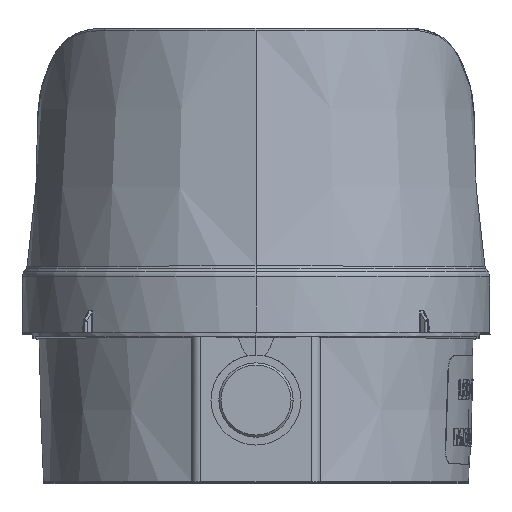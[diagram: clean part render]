
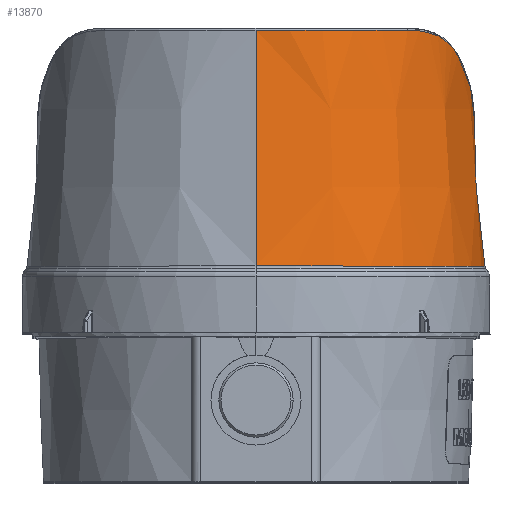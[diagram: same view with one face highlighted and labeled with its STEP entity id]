
A CAD part, top view. The second image highlights one B-rep face of the part: STEP entity #13870.
In plain terms, the highlighted conical face has half-angle 4 degrees and reference radius 48.829 mm.
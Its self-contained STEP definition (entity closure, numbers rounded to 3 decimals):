
#169 = CARTESIAN_POINT ( 'NONE',  ( 46.516, 96.244, 233.586 ) ) ;
#1143 = CARTESIAN_POINT ( 'NONE',  ( 48.229, 92.701, 228.851 ) ) ;
#1762 = CARTESIAN_POINT ( 'NONE',  ( 49.056, 74.11, 204.015 ) ) ;
#2053 = VERTEX_POINT ( 'NONE', #169 ) ;
#2224 = CARTESIAN_POINT ( 'NONE',  ( 38.034, 102.014, 248.028 ) ) ;
#6379 = EDGE_CURVE ( 'NONE', #58756, #47753, #66197, .T. ) ;
#8293 = CARTESIAN_POINT ( 'NONE',  ( 35.523, 102.213, 250.881 ) ) ;
#9481 = CARTESIAN_POINT ( 'NONE',  ( 0., 102.213, 266.18 ) ) ;
#9920 = ORIENTED_EDGE ( 'NONE', *, *, #45540, .T. ) ;
#11497 = EDGE_CURVE ( 'NONE', #49009, #54565, #47403, .T. ) ;
#11849 = DIRECTION ( 'NONE',  ( 0., -0.998, 0.07 ) ) ;
#11874 = FACE_OUTER_BOUND ( 'NONE', #55220, .T. ) ;
#13076 = CARTESIAN_POINT ( 'NONE',  ( 49.098, 89.991, 225.23 ) ) ;
#13870 = ADVANCED_FACE ( 'NONE', ( #11874 ), #55343, .T. ) ;
#13882 = CARTESIAN_POINT ( 'NONE',  ( 0., 47.964, 217.319 ) ) ;
#13946 = CARTESIAN_POINT ( 'NONE',  ( 48.393, 72.379, 201.371 ) ) ;
#14142 = CARTESIAN_POINT ( 'NONE',  ( 42.796, 100.378, 241.178 ) ) ;
#14393 = CARTESIAN_POINT ( 'NONE',  ( 44.09, 99.407, 238.846 ) ) ;
#14717 = CARTESIAN_POINT ( 'NONE',  ( 0., 68.213, 217.319 ) ) ;
#15295 = VERTEX_POINT ( 'NONE', #27494 ) ;
#16645 = LINE ( 'NONE', #48903, #30830 ) ;
#17351 = EDGE_CURVE ( 'NONE', #58756, #52317, #16645, .T. ) ;
#18045 = EDGE_CURVE ( 'NONE', #47753, #72912, #70760, .T. ) ;
#18396 = B_SPLINE_CURVE_WITH_KNOTS ( 'NONE', 3,
 ( #20209, #31592, #31837, #14393, #62145, #14142, #37661, #32329, #19693, #2224, #74531, #44473, #8293, #44741 ),
 .UNSPECIFIED., .F., .F.,
 ( 4, 2, 2, 2, 2, 2, 4 ),
 ( 0., 0.006, 0.008, 0.011, 0.017, 0.02, 0.023 ),
 .UNSPECIFIED. ) ;
#19693 = CARTESIAN_POINT ( 'NONE',  ( 39.779, 101.697, 245.816 ) ) ;
#19750 = CARTESIAN_POINT ( 'NONE',  ( 48.699, 73.088, 202.516 ) ) ;
#20209 = CARTESIAN_POINT ( 'NONE',  ( 46.516, 96.244, 233.586 ) ) ;
#20285 = B_SPLINE_CURVE_WITH_KNOTS ( 'NONE', 3,
 ( #73437, #72909, #72378, #37366, #42370, #42893, #67360, #30232, #13076, #1143, #43418, #49510 ),
 .UNSPECIFIED., .F., .F.,
 ( 4, 2, 2, 2, 2, 4 ),
 ( 0., 0.009, 0.019, 0.023, 0.028, 0.037 ),
 .UNSPECIFIED. ) ;
#20507 = CARTESIAN_POINT ( 'NONE',  ( 47.398, 70.763, 198.259 ) ) ;
#22079 = CARTESIAN_POINT ( 'NONE',  ( 0., 68.213, 166.081 ) ) ;
#25141 = DIRECTION ( 'NONE',  ( 0., -0.998, -0.07 ) ) ;
#25804 = DIRECTION ( 'NONE',  ( 0., -1., 0. ) ) ;
#25815 = CARTESIAN_POINT ( 'NONE',  ( 42.574, 68.314, 188.764 ) ) ;
#27053 = CIRCLE ( 'NONE', #47664, 52.655 ) ;
#27494 = CARTESIAN_POINT ( 'NONE',  ( 0., 47.964, 269.974 ) ) ;
#27818 = DIRECTION ( 'NONE',  ( 0., 0., -1. ) ) ;
#29111 = CARTESIAN_POINT ( 'NONE',  ( 0., 102.213, 217.319 ) ) ;
#30232 = CARTESIAN_POINT ( 'NONE',  ( 49.342, 89.082, 224.015 ) ) ;
#30830 = VECTOR ( 'NONE', #25141, 1000. ) ;
#31592 = CARTESIAN_POINT ( 'NONE',  ( 45.926, 97.334, 235.042 ) ) ;
#31837 = CARTESIAN_POINT ( 'NONE',  ( 45.253, 98.253, 236.546 ) ) ;
#32321 = DIRECTION ( 'NONE',  ( 0., 0., -1. ) ) ;
#32329 = CARTESIAN_POINT ( 'NONE',  ( 40.85, 101.368, 244.297 ) ) ;
#32410 = CARTESIAN_POINT ( 'NONE',  ( 48.164, 71.947, 200.598 ) ) ;
#34990 = EDGE_CURVE ( 'NONE', #54565, #15295, #78136, .T. ) ;
#35244 = ORIENTED_EDGE ( 'NONE', *, *, #63315, .T. ) ;
#37366 = CARTESIAN_POINT ( 'NONE',  ( 50.256, 81.732, 214.195 ) ) ;
#37661 = CARTESIAN_POINT ( 'NONE',  ( 42.325, 100.654, 241.966 ) ) ;
#38242 = CARTESIAN_POINT ( 'NONE',  ( 44.431, 68.798, 191.865 ) ) ;
#38476 = VECTOR ( 'NONE', #11849, 1000. ) ;
#38479 = CARTESIAN_POINT ( 'NONE',  ( 45.675, 69.373, 194.262 ) ) ;
#39830 = CARTESIAN_POINT ( 'NONE',  ( 0., 47.964, 164.665 ) ) ;
#41621 = CARTESIAN_POINT ( 'NONE',  ( 0., 102.678, 266.148 ) ) ;
#41978 = AXIS2_PLACEMENT_3D ( 'NONE', #29111, #47063, #77129 ) ;
#42370 = CARTESIAN_POINT ( 'NONE',  ( 50.221, 83.572, 216.653 ) ) ;
#42893 = CARTESIAN_POINT ( 'NONE',  ( 49.895, 86.331, 220.34 ) ) ;
#43418 = CARTESIAN_POINT ( 'NONE',  ( 47.469, 94.485, 231.234 ) ) ;
#44473 = CARTESIAN_POINT ( 'NONE',  ( 36.172, 102.19, 250.183 ) ) ;
#44741 = CARTESIAN_POINT ( 'NONE',  ( 34.855, 102.213, 251.562 ) ) ;
#45540 = EDGE_CURVE ( 'NONE', #72912, #2053, #20285, .T. ) ;
#46339 = ORIENTED_EDGE ( 'NONE', *, *, #18045, .T. ) ;
#47063 = DIRECTION ( 'NONE',  ( 0., -1., 0. ) ) ;
#47403 = CIRCLE ( 'NONE', #41978, 48.861 ) ;
#47664 = AXIS2_PLACEMENT_3D ( 'NONE', #13882, #62141, #32321 ) ;
#47753 = VERTEX_POINT ( 'NONE', #73133 ) ;
#48287 = CARTESIAN_POINT ( 'NONE',  ( 34.855, 102.213, 251.562 ) ) ;
#48709 = ORIENTED_EDGE ( 'NONE', *, *, #6379, .T. ) ;
#48903 = CARTESIAN_POINT ( 'NONE',  ( 0., 102.678, 168.491 ) ) ;
#49009 = VERTEX_POINT ( 'NONE', #48287 ) ;
#49157 = ORIENTED_EDGE ( 'NONE', *, *, #11497, .T. ) ;
#49510 = CARTESIAN_POINT ( 'NONE',  ( 46.516, 96.244, 233.586 ) ) ;
#52317 = VERTEX_POINT ( 'NONE', #39830 ) ;
#53514 = ORIENTED_EDGE ( 'NONE', *, *, #34990, .T. ) ;
#54565 = VERTEX_POINT ( 'NONE', #9481 ) ;
#55220 = EDGE_LOOP ( 'NONE', ( #49157, #53514, #77716, #64067, #48709, #46339, #9920, #35244 ) ) ;
#55343 = CONICAL_SURFACE ( 'NONE', #65562, 48.829, 0.07 ) ;
#56224 = CARTESIAN_POINT ( 'NONE',  ( 48.973, 73.846, 203.645 ) ) ;
#56702 = CARTESIAN_POINT ( 'NONE',  ( 43.985, 68.654, 191.082 ) ) ;
#57178 = CARTESIAN_POINT ( 'NONE',  ( 0., 102.678, 217.319 ) ) ;
#57429 = DIRECTION ( 'NONE',  ( 0., -1., 0. ) ) ;
#58015 = CARTESIAN_POINT ( 'NONE',  ( 41.537, 68.213, 187.261 ) ) ;
#58756 = VERTEX_POINT ( 'NONE', #22079 ) ;
#60684 = AXIS2_PLACEMENT_3D ( 'NONE', #14717, #25804, #74100 ) ;
#62141 = DIRECTION ( 'NONE',  ( 0., -1., 0. ) ) ;
#62145 = CARTESIAN_POINT ( 'NONE',  ( 43.677, 99.755, 239.62 ) ) ;
#62468 = CARTESIAN_POINT ( 'NONE',  ( 40.402, 68.213, 185.806 ) ) ;
#62746 = CARTESIAN_POINT ( 'NONE',  ( 48.795, 73.335, 202.896 ) ) ;
#63315 = EDGE_CURVE ( 'NONE', #2053, #49009, #18396, .T. ) ;
#64019 = CARTESIAN_POINT ( 'NONE',  ( 46.781, 70.125, 196.67 ) ) ;
#64067 = ORIENTED_EDGE ( 'NONE', *, *, #17351, .F. ) ;
#65562 = AXIS2_PLACEMENT_3D ( 'NONE', #57178, #57429, #27818 ) ;
#66197 = CIRCLE ( 'NONE', #60684, 51.239 ) ;
#67360 = CARTESIAN_POINT ( 'NONE',  ( 49.741, 87.253, 221.571 ) ) ;
#67966 = CARTESIAN_POINT ( 'NONE',  ( 49.132, 74.384, 204.38 ) ) ;
#70760 = B_SPLINE_CURVE_WITH_KNOTS ( 'NONE', 3,
 ( #62468, #58015, #25815, #56702, #38242, #74594, #38479, #64019, #20507, #32410, #13946, #19750, #62746, #56224, #1762, #67966 ),
 .UNSPECIFIED., .F., .F.,
 ( 4, 2, 2, 2, 2, 2, 2, 4 ),
 ( 0., 0.005, 0.008, 0.011, 0.016, 0.019, 0.021, 0.022 ),
 .UNSPECIFIED. ) ;
#72378 = CARTESIAN_POINT ( 'NONE',  ( 49.968, 78.052, 209.28 ) ) ;
#72909 = CARTESIAN_POINT ( 'NONE',  ( 49.642, 76.208, 206.817 ) ) ;
#72912 = VERTEX_POINT ( 'NONE', #77972 ) ;
#73133 = CARTESIAN_POINT ( 'NONE',  ( 40.402, 68.213, 185.806 ) ) ;
#73437 = CARTESIAN_POINT ( 'NONE',  ( 49.132, 74.384, 204.38 ) ) ;
#74100 = DIRECTION ( 'NONE',  ( 0., 0., 1. ) ) ;
#74531 = CARTESIAN_POINT ( 'NONE',  ( 37.43, 102.09, 248.754 ) ) ;
#74594 = CARTESIAN_POINT ( 'NONE',  ( 45.275, 69.157, 193.453 ) ) ;
#76089 = EDGE_CURVE ( 'NONE', #52317, #15295, #27053, .T. ) ;
#77129 = DIRECTION ( 'NONE',  ( 0., 0., 1. ) ) ;
#77716 = ORIENTED_EDGE ( 'NONE', *, *, #76089, .F. ) ;
#77972 = CARTESIAN_POINT ( 'NONE',  ( 49.132, 74.384, 204.38 ) ) ;
#78136 = LINE ( 'NONE', #41621, #38476 ) ;
